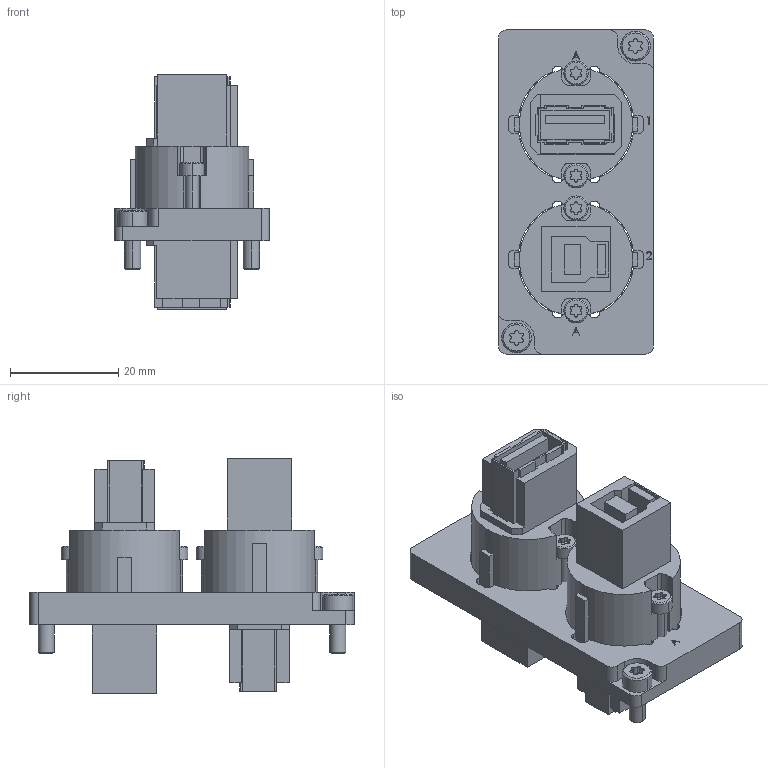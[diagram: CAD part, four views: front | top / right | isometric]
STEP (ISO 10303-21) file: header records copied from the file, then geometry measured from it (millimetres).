
FILE_DESCRIPTION (( 'STEP AP214' ), '1' );
FILE_NAME ('INGUN_45557.STEP', '2022-12-20T14:45:45', ( '' ), ( '' ), 'SwSTEP 2.0', 'SolidWorks 2021', '' );
FILE_SCHEMA (( 'AUTOMOTIVE_DESIGN' ));
Length unit declared in the file: millimetre
Products named in the file (8): 105970~0_ohne Flansch<S>; 45558~1; DIN912~n_M02,5x010; 105970_001~0_S; DIN912~n_M03,0x008; INGUN_45557; 45558~1_S; INFO_4623~0_S
Assembly tree (12 placements, depth 3):
  INGUN_45557
    45558~1_S
      45558~1
      INFO_4623~0_S
    105970~0_ohne Flansch<S>  x2
      105970_001~0_S
    DIN912~n_M03,0x008  x2
    DIN912~n_M02,5x010  x4
Bounding box: 28.7 x 60 x 43.5 mm (x, y, z)
Volume: 22334.9 mm3; surface area: 16814.9 mm2
Topology: 13 solids, 13 shells, 650 faces, 1748 edges, 1156 vertices
Faces by surface type: plane 390, cylinder 230, cone 24, bspline 6
Entity records: 13324 total; most frequent: CARTESIAN_POINT 2503, DIRECTION 2063, ORIENTED_EDGE 2050, EDGE_CURVE 1025, VECTOR 735, LINE 735, VERTEX_POINT 680, AXIS2_PLACEMENT_3D 664
